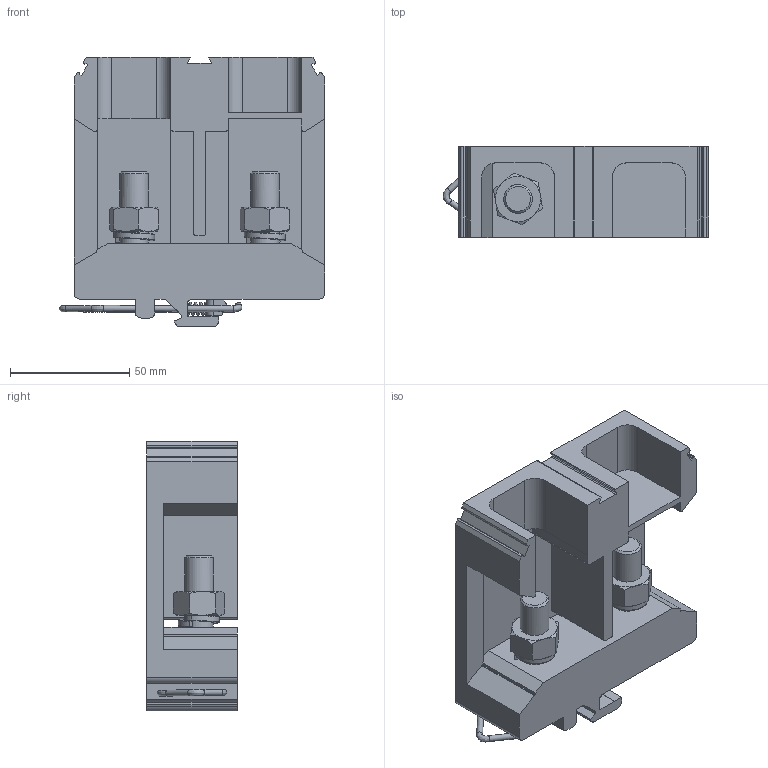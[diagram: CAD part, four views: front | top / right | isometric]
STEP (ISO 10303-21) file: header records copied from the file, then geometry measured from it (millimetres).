
FILE_DESCRIPTION(/* description */ ('Unknown'),/* implementation_level */ '2;1');
FILE_NAME(/* name */ 'CST185_KH_3D',/* time_stamp */ '2019-11-13T17:10:08+06:00',/* author */ ('Unknown'),/* organization */ ('Unknown'),/* preprocessor_version */ 'ST-DEVELOPER v16.7',/* originating_system */ 'DEX',/* authorisation */ $);
FILE_SCHEMA (('AUTOMOTIVE_DESIGN {1 0 10303 214 3 1 1}'));
Length unit declared in the file: millimetre
Products named in the file (1): CST185
Bounding box: 111.31 x 38 x 113.05 mm (x, y, z)
Volume: 207429.5 mm3; surface area: 53774.6 mm2
Topology: 1 solids, 1 shells, 252 faces, 718 edges, 467 vertices
Faces by surface type: plane 140, cylinder 57, cone 26, bspline 20, torus 7, sphere 2
Full cylindrical faces by diameter (mm): 0.7 x2, 2.5 x10, 12 x4
Entity records: 11975 total; most frequent: CARTESIAN_POINT 3997, ORIENTED_EDGE 1344, DIRECTION 1180, EDGE_CURVE 672, VERTEX_POINT 449, LINE 404, VECTOR 404, AXIS2_PLACEMENT_3D 388
